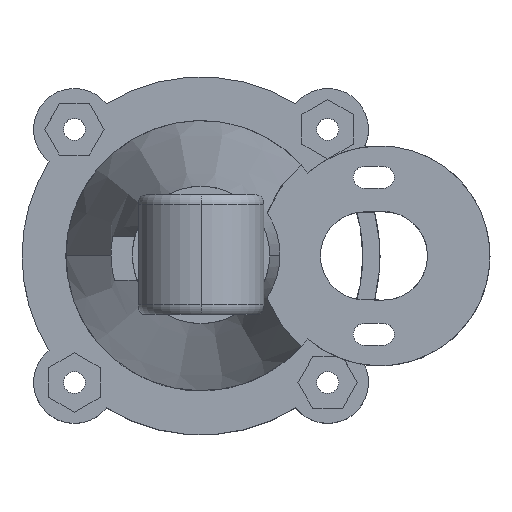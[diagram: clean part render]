
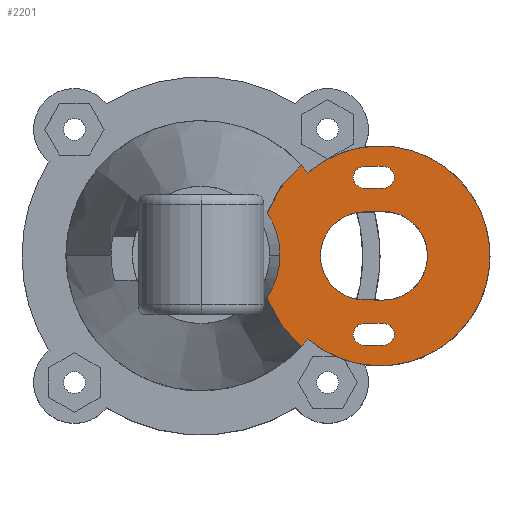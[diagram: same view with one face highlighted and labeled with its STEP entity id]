
A CAD part, top view. The second image highlights one B-rep face of the part: STEP entity #2201.
In plain terms, the highlighted planar face has unit normal (0, 0, 1).
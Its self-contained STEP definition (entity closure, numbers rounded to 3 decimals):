
#60 = VERTEX_POINT ( 'NONE', #2321 ) ;
#73 = DIRECTION ( 'NONE',  ( -1., 0., 0. ) ) ;
#155 = CARTESIAN_POINT ( 'NONE',  ( 16.987, 13.179, 22.5 ) ) ;
#195 = LINE ( 'NONE', #1267, #4236 ) ;
#224 = DIRECTION ( 'NONE',  ( 1., 0., 0. ) ) ;
#256 = VECTOR ( 'NONE', #396, 1000. ) ;
#331 = EDGE_CURVE ( 'NONE', #4255, #4056, #2662, .T. ) ;
#365 = ORIENTED_EDGE ( 'NONE', *, *, #2252, .T. ) ;
#396 = DIRECTION ( 'NONE',  ( 1., 0., 0. ) ) ;
#418 = LINE ( 'NONE', #4043, #3405 ) ;
#432 = DIRECTION ( 'NONE',  ( 0., 0., 1. ) ) ;
#485 = CARTESIAN_POINT ( 'NONE',  ( 16.987, -13.179, 22.5 ) ) ;
#502 = AXIS2_PLACEMENT_3D ( 'NONE', #4167, #3821, #2181 ) ;
#549 = ORIENTED_EDGE ( 'NONE', *, *, #4861, .T. ) ;
#572 = AXIS2_PLACEMENT_3D ( 'NONE', #2667, #2308, #3123 ) ;
#581 = EDGE_CURVE ( 'NONE', #60, #4855, #418, .T. ) ;
#638 = FACE_BOUND ( 'NONE', #2556, .T. ) ;
#650 = CARTESIAN_POINT ( 'NONE',  ( 15.917, 14.453, 22.5 ) ) ;
#681 = CARTESIAN_POINT ( 'NONE',  ( 26., 10.75, 22.5 ) ) ;
#725 = ORIENTED_EDGE ( 'NONE', *, *, #331, .T. ) ;
#746 = CARTESIAN_POINT ( 'NONE',  ( 26., 14.25, 22.5 ) ) ;
#796 = DIRECTION ( 'NONE',  ( 0., 0., -1. ) ) ;
#847 = ORIENTED_EDGE ( 'NONE', *, *, #4604, .T. ) ;
#848 = VERTEX_POINT ( 'NONE', #746 ) ;
#939 = CARTESIAN_POINT ( 'NONE',  ( 26., -14.25, 22.5 ) ) ;
#950 = CARTESIAN_POINT ( 'NONE',  ( 0., 0., 22.5 ) ) ;
#974 = ORIENTED_EDGE ( 'NONE', *, *, #1124, .T. ) ;
#1037 = EDGE_CURVE ( 'NONE', #4786, #1185, #3396, .T. ) ;
#1124 = EDGE_CURVE ( 'NONE', #1185, #60, #4136, .T. ) ;
#1148 = DIRECTION ( 'NONE',  ( 1., 0., 0. ) ) ;
#1177 = FACE_BOUND ( 'NONE', #2823, .T. ) ;
#1180 = DIRECTION ( 'NONE',  ( 0., 0., -1. ) ) ;
#1185 = VERTEX_POINT ( 'NONE', #4453 ) ;
#1187 = LINE ( 'NONE', #1367, #3153 ) ;
#1231 = ORIENTED_EDGE ( 'NONE', *, *, #4292, .T. ) ;
#1253 = EDGE_CURVE ( 'NONE', #2070, #2681, #1187, .T. ) ;
#1267 = CARTESIAN_POINT ( 'NONE',  ( 0., -14.25, 22.5 ) ) ;
#1274 = DIRECTION ( 'NONE',  ( 1., 0., 0. ) ) ;
#1319 = DIRECTION ( 'NONE',  ( 1., 0., 0. ) ) ;
#1346 = AXIS2_PLACEMENT_3D ( 'NONE', #2433, #4822, #2449 ) ;
#1362 = CIRCLE ( 'NONE', #1346, 1.75 ) ;
#1367 = CARTESIAN_POINT ( 'NONE',  ( 0., -10.75, 22.5 ) ) ;
#1396 = DIRECTION ( 'NONE',  ( 0., 0., -1. ) ) ;
#1450 = VERTEX_POINT ( 'NONE', #681 ) ;
#1491 = CIRCLE ( 'NONE', #3291, 7.052 ) ;
#1516 = VERTEX_POINT ( 'NONE', #1599 ) ;
#1553 = VERTEX_POINT ( 'NONE', #2742 ) ;
#1599 = CARTESIAN_POINT ( 'NONE',  ( 29., -14.25, 22.5 ) ) ;
#1733 = EDGE_LOOP ( 'NONE', ( #3654, #1765, #2698, #4757 ) ) ;
#1765 = ORIENTED_EDGE ( 'NONE', *, *, #1253, .T. ) ;
#1786 = AXIS2_PLACEMENT_3D ( 'NONE', #950, #432, #1319 ) ;
#1790 = VERTEX_POINT ( 'NONE', #155 ) ;
#1857 = VECTOR ( 'NONE', #73, 1000. ) ;
#1888 = AXIS2_PLACEMENT_3D ( 'NONE', #4508, #4131, #224 ) ;
#1904 = CARTESIAN_POINT ( 'NONE',  ( 0., 14.25, 22.5 ) ) ;
#1946 = EDGE_CURVE ( 'NONE', #5009, #1553, #4494, .T. ) ;
#1960 = CIRCLE ( 'NONE', #1888, 21.5 ) ;
#1963 = CIRCLE ( 'NONE', #4408, 17.5 ) ;
#2015 = EDGE_CURVE ( 'NONE', #2681, #1516, #2359, .T. ) ;
#2023 = CARTESIAN_POINT ( 'NONE',  ( 0., 0., 22.5 ) ) ;
#2064 = DIRECTION ( 'NONE',  ( 1., 0.017, 0. ) ) ;
#2070 = VERTEX_POINT ( 'NONE', #5015 ) ;
#2071 = ORIENTED_EDGE ( 'NONE', *, *, #4486, .T. ) ;
#2073 = AXIS2_PLACEMENT_3D ( 'NONE', #2023, #3952, #4715 ) ;
#2137 = DIRECTION ( 'NONE',  ( 0., 0., 1. ) ) ;
#2181 = DIRECTION ( 'NONE',  ( 1., 0., 0. ) ) ;
#2185 = ORIENTED_EDGE ( 'NONE', *, *, #1946, .T. ) ;
#2199 = ORIENTED_EDGE ( 'NONE', *, *, #2422, .T. ) ;
#2201 = ADVANCED_FACE ( 'NONE', ( #4490, #638, #4972, #1177 ), #4369, .T. ) ;
#2211 = EDGE_CURVE ( 'NONE', #1553, #1450, #3450, .T. ) ;
#2252 = EDGE_CURVE ( 'NONE', #1450, #848, #1362, .T. ) ;
#2308 = DIRECTION ( 'NONE',  ( 0., 0., -1. ) ) ;
#2321 = CARTESIAN_POINT ( 'NONE',  ( 26., 7., 22.5 ) ) ;
#2359 = CIRCLE ( 'NONE', #572, 1.75 ) ;
#2418 = CARTESIAN_POINT ( 'NONE',  ( 0., 10.75, 22.5 ) ) ;
#2422 = EDGE_CURVE ( 'NONE', #4855, #4786, #1491, .T. ) ;
#2433 = CARTESIAN_POINT ( 'NONE',  ( 26., 12.5, 22.5 ) ) ;
#2449 = DIRECTION ( 'NONE',  ( 1., 0., 0. ) ) ;
#2462 = CARTESIAN_POINT ( 'NONE',  ( 26., 0., 22.5 ) ) ;
#2475 = ORIENTED_EDGE ( 'NONE', *, *, #581, .T. ) ;
#2556 = EDGE_LOOP ( 'NONE', ( #974, #2475, #2199, #5000 ) ) ;
#2662 = CIRCLE ( 'NONE', #4164, 19. ) ;
#2667 = CARTESIAN_POINT ( 'NONE',  ( 29., -12.5, 22.5 ) ) ;
#2681 = VERTEX_POINT ( 'NONE', #2763 ) ;
#2698 = ORIENTED_EDGE ( 'NONE', *, *, #2015, .T. ) ;
#2707 = DIRECTION ( 'NONE',  ( 0., 0., 1. ) ) ;
#2742 = CARTESIAN_POINT ( 'NONE',  ( 29., 10.75, 22.5 ) ) ;
#2746 = LINE ( 'NONE', #1904, #256 ) ;
#2763 = CARTESIAN_POINT ( 'NONE',  ( 29., -10.75, 22.5 ) ) ;
#2767 = VERTEX_POINT ( 'NONE', #939 ) ;
#2823 = EDGE_LOOP ( 'NONE', ( #365, #549, #2185, #3944 ) ) ;
#2831 = CARTESIAN_POINT ( 'NONE',  ( 29., 14.25, 22.5 ) ) ;
#2921 = DIRECTION ( 'NONE',  ( 1., 0., 0. ) ) ;
#2925 = AXIS2_PLACEMENT_3D ( 'NONE', #3138, #1180, #1148 ) ;
#2962 = VECTOR ( 'NONE', #4992, 1000. ) ;
#3101 = EDGE_LOOP ( 'NONE', ( #847, #1231, #2071, #725 ) ) ;
#3123 = DIRECTION ( 'NONE',  ( 1., 0., 0. ) ) ;
#3138 = CARTESIAN_POINT ( 'NONE',  ( 26., -12.5, 22.5 ) ) ;
#3153 = VECTOR ( 'NONE', #3653, 1000. ) ;
#3264 = CARTESIAN_POINT ( 'NONE',  ( 15.917, -14.453, 22.5 ) ) ;
#3278 = DIRECTION ( 'NONE',  ( -1., 0., 0. ) ) ;
#3291 = AXIS2_PLACEMENT_3D ( 'NONE', #3762, #1396, #2921 ) ;
#3303 = DIRECTION ( 'NONE',  ( 1., 0., 0. ) ) ;
#3396 = LINE ( 'NONE', #4270, #2962 ) ;
#3405 = VECTOR ( 'NONE', #2064, 1000. ) ;
#3450 = LINE ( 'NONE', #2418, #1857 ) ;
#3499 = CARTESIAN_POINT ( 'NONE',  ( 28.5, 0., 22.5 ) ) ;
#3653 = DIRECTION ( 'NONE',  ( 1., 0., 0. ) ) ;
#3654 = ORIENTED_EDGE ( 'NONE', *, *, #4836, .T. ) ;
#3762 = CARTESIAN_POINT ( 'NONE',  ( 29., 0., 22.5 ) ) ;
#3821 = DIRECTION ( 'NONE',  ( 0., 0., -1. ) ) ;
#3857 = AXIS2_PLACEMENT_3D ( 'NONE', #2462, #796, #1274 ) ;
#3944 = ORIENTED_EDGE ( 'NONE', *, *, #2211, .T. ) ;
#3952 = DIRECTION ( 'NONE',  ( 0., 0., 1. ) ) ;
#4043 = CARTESIAN_POINT ( 'NONE',  ( -0.113, 6.55, 22.5 ) ) ;
#4056 = VERTEX_POINT ( 'NONE', #3264 ) ;
#4131 = DIRECTION ( 'NONE',  ( 0., 0., 1. ) ) ;
#4136 = CIRCLE ( 'NONE', #3857, 7. ) ;
#4164 = AXIS2_PLACEMENT_3D ( 'NONE', #4787, #2137, #3303 ) ;
#4167 = CARTESIAN_POINT ( 'NONE',  ( 29., 12.5, 22.5 ) ) ;
#4236 = VECTOR ( 'NONE', #3278, 1000. ) ;
#4255 = VERTEX_POINT ( 'NONE', #650 ) ;
#4270 = CARTESIAN_POINT ( 'NONE',  ( -0.113, -6.55, 22.5 ) ) ;
#4292 = EDGE_CURVE ( 'NONE', #4949, #1790, #1963, .T. ) ;
#4321 = CARTESIAN_POINT ( 'NONE',  ( 28.757, 7.048, 22.5 ) ) ;
#4369 = PLANE ( 'NONE',  #2073 ) ;
#4408 = AXIS2_PLACEMENT_3D ( 'NONE', #3499, #2707, #5071 ) ;
#4453 = CARTESIAN_POINT ( 'NONE',  ( 26., -7., 22.5 ) ) ;
#4486 = EDGE_CURVE ( 'NONE', #1790, #4255, #4721, .T. ) ;
#4490 = FACE_OUTER_BOUND ( 'NONE', #3101, .T. ) ;
#4494 = CIRCLE ( 'NONE', #502, 1.75 ) ;
#4508 = CARTESIAN_POINT ( 'NONE',  ( 0., 0., 22.5 ) ) ;
#4545 = EDGE_CURVE ( 'NONE', #1516, #2767, #195, .T. ) ;
#4592 = CIRCLE ( 'NONE', #2925, 1.75 ) ;
#4604 = EDGE_CURVE ( 'NONE', #4056, #4949, #1960, .T. ) ;
#4712 = CARTESIAN_POINT ( 'NONE',  ( 28.757, -7.048, 22.5 ) ) ;
#4715 = DIRECTION ( 'NONE',  ( 1., 0., 0. ) ) ;
#4721 = CIRCLE ( 'NONE', #1786, 21.5 ) ;
#4757 = ORIENTED_EDGE ( 'NONE', *, *, #4545, .T. ) ;
#4786 = VERTEX_POINT ( 'NONE', #4712 ) ;
#4787 = CARTESIAN_POINT ( 'NONE',  ( 28.25, 0., 22.5 ) ) ;
#4822 = DIRECTION ( 'NONE',  ( 0., 0., -1. ) ) ;
#4836 = EDGE_CURVE ( 'NONE', #2767, #2070, #4592, .T. ) ;
#4855 = VERTEX_POINT ( 'NONE', #4321 ) ;
#4861 = EDGE_CURVE ( 'NONE', #848, #5009, #2746, .T. ) ;
#4949 = VERTEX_POINT ( 'NONE', #485 ) ;
#4972 = FACE_BOUND ( 'NONE', #1733, .T. ) ;
#4992 = DIRECTION ( 'NONE',  ( -1., 0.017, 0. ) ) ;
#5000 = ORIENTED_EDGE ( 'NONE', *, *, #1037, .T. ) ;
#5009 = VERTEX_POINT ( 'NONE', #2831 ) ;
#5015 = CARTESIAN_POINT ( 'NONE',  ( 26., -10.75, 22.5 ) ) ;
#5071 = DIRECTION ( 'NONE',  ( 1., 0., 0. ) ) ;
